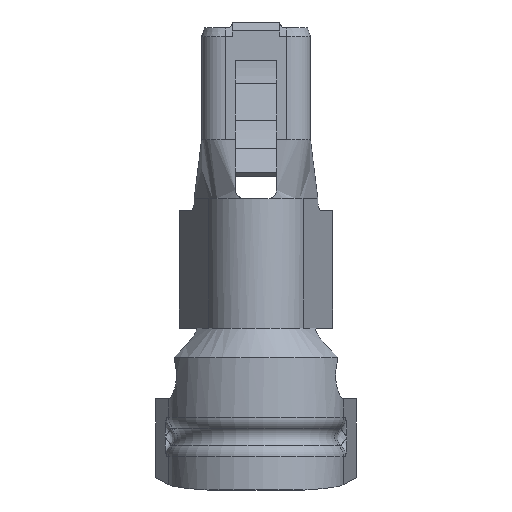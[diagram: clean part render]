
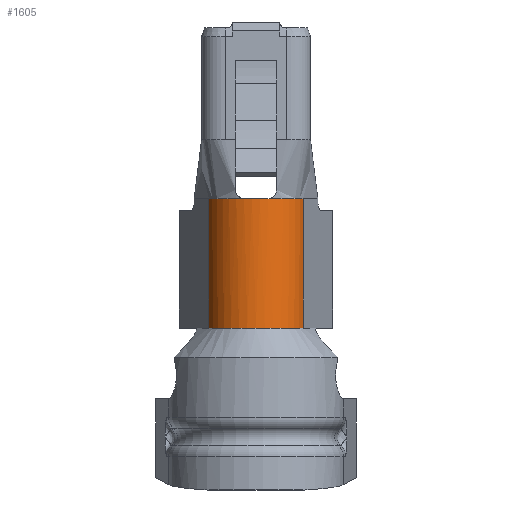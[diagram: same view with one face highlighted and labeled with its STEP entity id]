
A CAD part, front view. The second image highlights one B-rep face of the part: STEP entity #1605.
In plain terms, the highlighted cylindrical face has radius 0.85 mm (diameter 1.7 mm), a partial arc.
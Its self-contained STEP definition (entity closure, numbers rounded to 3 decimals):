
#1373=CARTESIAN_POINT('',(-0.799,-0.966,-2.9));
#1374=VERTEX_POINT('',#1373);
#1432=CARTESIAN_POINT('',(-0.799,-0.966,-5.1));
#1433=VERTEX_POINT('',#1432);
#1440=CARTESIAN_POINT('',(-0.799,-0.966,-5.1));
#1441=DIRECTION('',(0.,0.,1.));
#1442=VECTOR('',#1441,2.2);
#1443=LINE('',#1440,#1442);
#1444=EDGE_CURVE('',#1433,#1374,#1443,.T.);
#1456=CARTESIAN_POINT('',(0.799,-0.966,-2.9));
#1457=VERTEX_POINT('',#1456);
#1470=CARTESIAN_POINT('',(0.799,-0.966,-5.1));
#1471=VERTEX_POINT('',#1470);
#1472=CARTESIAN_POINT('',(0.799,-0.966,-2.9));
#1473=DIRECTION('',(0.,0.,-1.));
#1474=VECTOR('',#1473,2.2);
#1475=LINE('',#1472,#1474);
#1476=EDGE_CURVE('',#1457,#1471,#1475,.T.);
#1528=CARTESIAN_POINT('',(0.,-0.675,-2.9));
#1529=DIRECTION('',(-0.94,-0.342,0.));
#1530=DIRECTION('',(0.,0.,-1.));
#1531=AXIS2_PLACEMENT_3D('',#1528,#1530,#1529);
#1532=CYLINDRICAL_SURFACE('',#1531,0.85);
#1533=CARTESIAN_POINT('',(0.204,-1.5,-2.9));
#1534=VERTEX_POINT('',#1533);
#1535=CARTESIAN_POINT('',(0.799,-0.966,-2.9));
#1536=CARTESIAN_POINT('',(0.797,-0.971,-2.9));
#1537=CARTESIAN_POINT('',(0.78,-1.014,-2.9));
#1538=CARTESIAN_POINT('',(0.746,-1.089,-2.9));
#1539=CARTESIAN_POINT('',(0.683,-1.184,-2.9));
#1540=CARTESIAN_POINT('',(0.613,-1.267,-2.9));
#1541=CARTESIAN_POINT('',(0.526,-1.346,-2.9));
#1542=CARTESIAN_POINT('',(0.437,-1.407,-2.9));
#1543=CARTESIAN_POINT('',(0.374,-1.439,-2.9));
#1544=CARTESIAN_POINT('',(0.304,-1.47,-2.9));
#1545=CARTESIAN_POINT('',(0.256,-1.487,-2.9));
#1546=CARTESIAN_POINT('',(0.207,-1.499,-2.9));
#1547=B_SPLINE_CURVE_WITH_KNOTS('',3,(#1535,#1536,#1537,#1538,#1539,#1540,#1541,#1542,#1543,#1544,#1545,#1546),.UNSPECIFIED.,.F.,.U.,(4,1,1,1,1,1,1,2,4),(0.,0.004,0.039,0.07,0.1,0.131,0.169,0.191,0.234),.UNSPECIFIED.);
#1548=EDGE_CURVE('',#1457,#1534,#1547,.T.);
#1549=ORIENTED_EDGE('',*,*,#1548,.T.);
#1550=CARTESIAN_POINT('',(-0.202,-1.501,-2.9));
#1551=VERTEX_POINT('',#1550);
#1552=CARTESIAN_POINT('',(0.2,-1.501,-2.9));
#1553=CARTESIAN_POINT('',(0.165,-1.51,-2.9));
#1554=CARTESIAN_POINT('',(0.068,-1.527,-2.9));
#1555=CARTESIAN_POINT('',(-0.068,-1.527,-2.9));
#1556=CARTESIAN_POINT('',(-0.165,-1.51,-2.9));
#1557=CARTESIAN_POINT('',(-0.2,-1.501,-2.9));
#1558=B_SPLINE_CURVE_WITH_KNOTS('',3,(#1552,#1553,#1554,#1555,#1556,#1557),.UNSPECIFIED.,.F.,.U.,(4,1,1,4),(0.,0.031,0.083,0.114),.UNSPECIFIED.);
#1559=EDGE_CURVE('',#1534,#1551,#1558,.T.);
#1560=ORIENTED_EDGE('',*,*,#1559,.T.);
#1561=CARTESIAN_POINT('',(-0.203,-1.5,-2.9));
#1562=CARTESIAN_POINT('',(-0.254,-1.488,-2.9));
#1563=CARTESIAN_POINT('',(-0.303,-1.471,-2.9));
#1564=CARTESIAN_POINT('',(-0.353,-1.448,-2.9));
#1565=CARTESIAN_POINT('',(-0.381,-1.435,-2.9));
#1566=CARTESIAN_POINT('',(-0.429,-1.41,-2.9));
#1567=CARTESIAN_POINT('',(-0.487,-1.372,-2.9));
#1568=CARTESIAN_POINT('',(-0.536,-1.335,-2.9));
#1569=CARTESIAN_POINT('',(-0.577,-1.3,-2.9));
#1570=CARTESIAN_POINT('',(-0.611,-1.266,-2.9));
#1571=CARTESIAN_POINT('',(-0.637,-1.238,-2.9));
#1572=CARTESIAN_POINT('',(-0.657,-1.214,-2.9));
#1573=CARTESIAN_POINT('',(-0.674,-1.193,-2.9));
#1574=CARTESIAN_POINT('',(-0.69,-1.172,-2.9));
#1575=CARTESIAN_POINT('',(-0.704,-1.151,-2.9));
#1576=CARTESIAN_POINT('',(-0.718,-1.13,-2.9));
#1577=CARTESIAN_POINT('',(-0.73,-1.111,-2.9));
#1578=CARTESIAN_POINT('',(-0.739,-1.095,-2.9));
#1579=CARTESIAN_POINT('',(-0.747,-1.081,-2.9));
#1580=CARTESIAN_POINT('',(-0.754,-1.068,-2.9));
#1581=CARTESIAN_POINT('',(-0.76,-1.055,-2.9));
#1582=CARTESIAN_POINT('',(-0.766,-1.043,-2.9));
#1583=CARTESIAN_POINT('',(-0.771,-1.033,-2.9));
#1584=CARTESIAN_POINT('',(-0.776,-1.023,-2.9));
#1585=CARTESIAN_POINT('',(-0.78,-1.013,-2.9));
#1586=CARTESIAN_POINT('',(-0.784,-1.003,-2.9));
#1587=CARTESIAN_POINT('',(-0.789,-0.991,-2.9));
#1588=CARTESIAN_POINT('',(-0.794,-0.978,-2.9));
#1589=CARTESIAN_POINT('',(-0.797,-0.969,-2.9));
#1590=CARTESIAN_POINT('',(-0.799,-0.966,-2.9));
#1591=B_SPLINE_CURVE_WITH_KNOTS('',3,(#1561,#1562,#1563,#1564,#1565,#1566,#1567,#1568,#1569,#1570,#1571,#1572,#1573,#1574,#1575,#1576,#1577,#1578,#1579,#1580,#1581,#1582,#1583,#1584,#1585,#1586,#1587,#1588,#1589,#1590),.UNSPECIFIED.,.F.,.U.,(4,2,1,1,1,1,1,1,1,1,1,1,1,1,1,1,1,1,1,1,1,1,1,1,1,1,4),(0.,1.,1.071,1.591,2.036,2.404,2.773,3.08,3.326,3.504,3.677,3.843,4.01,4.176,4.319,4.437,4.532,4.627,4.722,4.808,4.884,4.95,5.016,5.082,5.167,5.271,5.345),.UNSPECIFIED.);
#1592=EDGE_CURVE('',#1551,#1374,#1591,.T.);
#1593=ORIENTED_EDGE('',*,*,#1592,.T.);
#1594=ORIENTED_EDGE('',*,*,#1444,.F.);
#1595=CARTESIAN_POINT('',(0.,-0.675,-5.1));
#1596=DIRECTION('',(-0.94,-0.342,0.));
#1597=DIRECTION('',(0.,0.,1.));
#1598=AXIS2_PLACEMENT_3D('',#1595,#1597,#1596);
#1599=CIRCLE('',#1598,0.85);
#1600=EDGE_CURVE('',#1433,#1471,#1599,.T.);
#1601=ORIENTED_EDGE('',*,*,#1600,.T.);
#1602=ORIENTED_EDGE('',*,*,#1476,.F.);
#1603=EDGE_LOOP('',(#1549,#1560,#1593,#1594,#1601,#1602));
#1604=FACE_OUTER_BOUND('',#1603,.T.);
#1605=ADVANCED_FACE('',(#1604),#1532,.T.);
